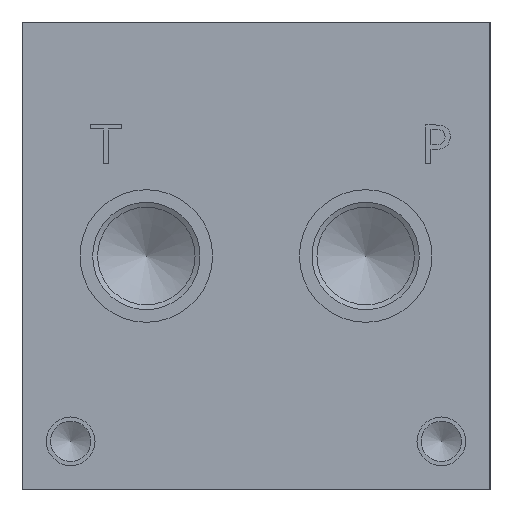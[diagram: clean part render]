
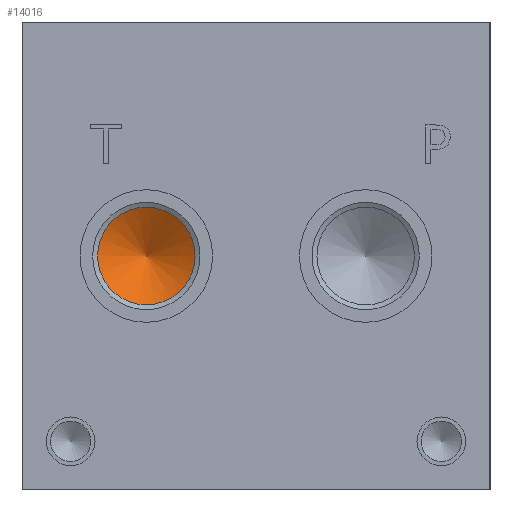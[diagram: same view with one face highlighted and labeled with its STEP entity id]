
A CAD part, left-side view. The second image highlights one B-rep face of the part: STEP entity #14016.
In plain terms, the highlighted conical face has half-angle 60 degrees and reference radius 3.969 mm.
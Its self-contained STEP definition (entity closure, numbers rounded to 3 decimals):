
#112=CONICAL_SURFACE('',#14670,3.969,1.047);
#231=CIRCLE('',#14671,7.938);
#232=CIRCLE('',#14672,7.938);
#1624=FACE_OUTER_BOUND('',#2436,.T.);
#2436=EDGE_LOOP('',(#11951,#11952,#11953,#11954));
#3828=LINE('',#23460,#5126);
#5126=VECTOR('',#17222,3.969);
#6633=VERTEX_POINT('',#23456);
#6634=VERTEX_POINT('',#23457);
#6635=VERTEX_POINT('',#23459);
#8496=EDGE_CURVE('',#6633,#6634,#231,.T.);
#8497=EDGE_CURVE('',#6634,#6635,#3828,.T.);
#8498=EDGE_CURVE('',#6634,#6633,#232,.T.);
#11951=ORIENTED_EDGE('',*,*,#8496,.T.);
#11952=ORIENTED_EDGE('',*,*,#8497,.T.);
#11953=ORIENTED_EDGE('',*,*,#8497,.F.);
#11954=ORIENTED_EDGE('',*,*,#8498,.T.);
#14016=ADVANCED_FACE('',(#1624),#112,.F.);
#14670=AXIS2_PLACEMENT_3D('',#23455,#17218,#17219);
#14671=AXIS2_PLACEMENT_3D('',#23458,#17220,#17221);
#14672=AXIS2_PLACEMENT_3D('',#23461,#17223,#17224);
#17218=DIRECTION('center_axis',(-1.,0.,0.));
#17219=DIRECTION('ref_axis',(0.,1.,0.));
#17220=DIRECTION('center_axis',(-1.,0.,0.));
#17221=DIRECTION('ref_axis',(0.,1.,0.));
#17222=DIRECTION('',(0.5,0.866,0.));
#17223=DIRECTION('center_axis',(-1.,0.,0.));
#17224=DIRECTION('ref_axis',(0.,1.,0.));
#23455=CARTESIAN_POINT('Origin',(34.006,55.956,38.1));
#23456=CARTESIAN_POINT('',(31.715,63.894,38.1));
#23457=CARTESIAN_POINT('',(31.715,48.019,38.1));
#23458=CARTESIAN_POINT('Origin',(31.715,55.956,38.1));
#23459=CARTESIAN_POINT('',(36.297,55.956,38.1));
#23460=CARTESIAN_POINT('',(34.006,51.987,38.1));
#23461=CARTESIAN_POINT('Origin',(31.715,55.956,38.1));
